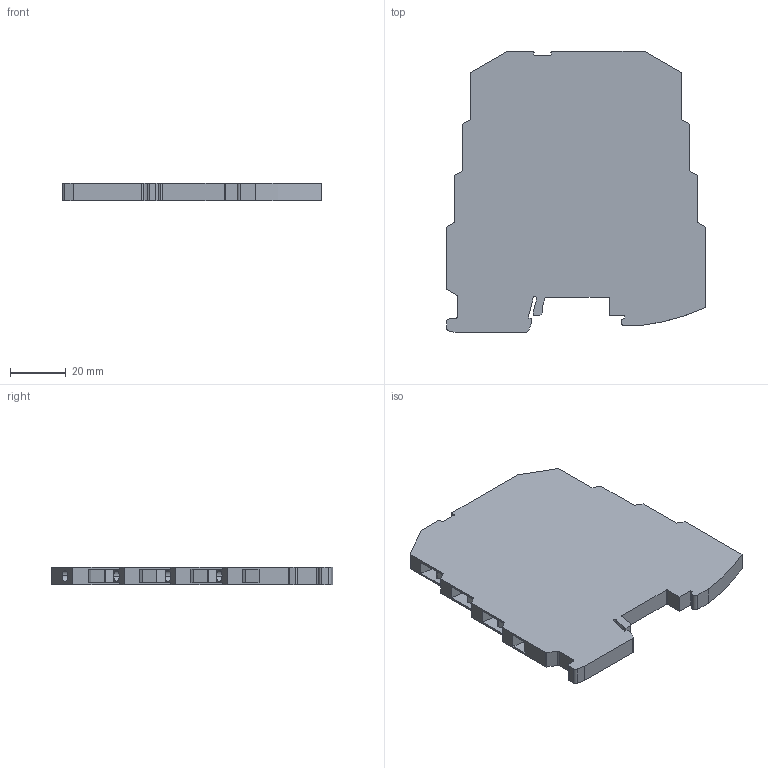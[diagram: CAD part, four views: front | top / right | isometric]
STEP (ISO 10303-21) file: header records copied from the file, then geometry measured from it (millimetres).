
FILE_DESCRIPTION(('SolidDesigner STEP Export'),'2;1');
FILE_NAME('2864082_MINI_MCR_SL_UI_F-select.stp','2011-10-07T 8:42:49',(''),(''),'CoCreate Modeling STEP processor for AP214 (Solid Model)','CoCreate Modeling 16.00A 16-Aug-2008 (C) Parametric Technology GmbH','');
FILE_SCHEMA(('AUTOMOTIVE_DESIGN { 1 0 10303 214 1 1 1 1 }'));
Length unit declared in the file: millimetre
Products named in the file (2): 2864082_MINI_MCR_SL_UI_F-select
Assembly tree (1 placements, depth 2):
  2864082_MINI_MCR_SL_UI_F-select
    2864082_MINI_MCR_SL_UI_F-select
Bounding box: 93.1 x 101.2 x 6.3 mm (x, y, z)
Volume: 48693.5 mm3; surface area: 19798.5 mm2
Topology: 1 solids, 1 shells, 154 faces, 432 edges, 284 vertices
Faces by surface type: plane 104, cylinder 50
Entity records: 5899 total; most frequent: ORIENTED_EDGE 864, CARTESIAN_POINT 806, DIRECTION 724, EDGE_CURVE 432, VECTOR 320, LINE 320, VERTEX_POINT 284, AXIS2_PLACEMENT_3D 202
